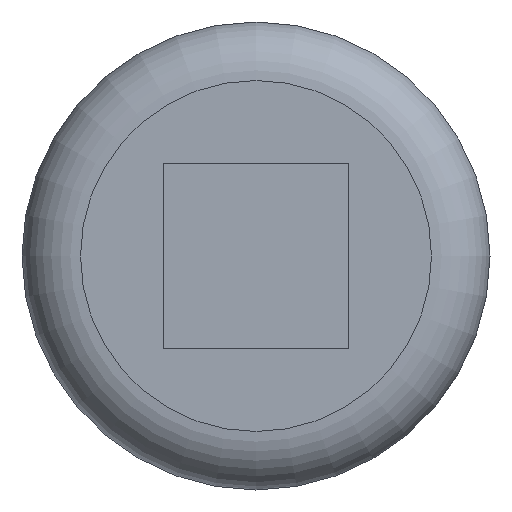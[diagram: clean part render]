
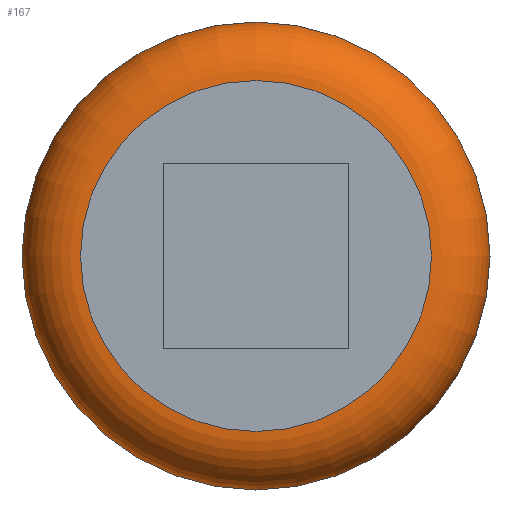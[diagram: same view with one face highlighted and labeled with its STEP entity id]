
A CAD part, front view. The second image highlights one B-rep face of the part: STEP entity #167.
In plain terms, the highlighted toroidal (fillet/blend) face has major radius 0.75 mm and minor radius 0.25 mm.
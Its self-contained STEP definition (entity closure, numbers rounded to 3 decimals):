
#19=TOROIDAL_SURFACE('',#197,0.75,0.25);
#24=CIRCLE('',#196,0.75);
#25=CIRCLE('',#198,0.75);
#26=CIRCLE('',#199,0.25);
#36=FACE_OUTER_BOUND('',#48,.T.);
#48=EDGE_LOOP('',(#141,#142,#143,#144));
#88=VERTEX_POINT('',#290);
#89=VERTEX_POINT('',#293);
#107=EDGE_CURVE('',#88,#88,#24,.T.);
#108=EDGE_CURVE('',#89,#89,#25,.T.);
#109=EDGE_CURVE('',#89,#88,#26,.T.);
#141=ORIENTED_EDGE('',*,*,#108,.F.);
#142=ORIENTED_EDGE('',*,*,#109,.T.);
#143=ORIENTED_EDGE('',*,*,#107,.T.);
#144=ORIENTED_EDGE('',*,*,#109,.F.);
#167=ADVANCED_FACE('',(#36),#19,.T.);
#196=AXIS2_PLACEMENT_3D('',#291,#242,#243);
#197=AXIS2_PLACEMENT_3D('',#292,#244,#245);
#198=AXIS2_PLACEMENT_3D('',#294,#246,#247);
#199=AXIS2_PLACEMENT_3D('',#295,#248,#249);
#242=DIRECTION('center_axis',(0.,-1.,0.));
#243=DIRECTION('ref_axis',(0.,0.,-1.));
#244=DIRECTION('center_axis',(0.,-1.,0.));
#245=DIRECTION('ref_axis',(0.,0.,-1.));
#246=DIRECTION('center_axis',(0.,-1.,0.));
#247=DIRECTION('ref_axis',(0.,0.,-1.));
#248=DIRECTION('center_axis',(-1.,0.,0.));
#249=DIRECTION('ref_axis',(0.,0.,1.));
#290=CARTESIAN_POINT('',(0.,5.,0.75));
#291=CARTESIAN_POINT('Origin',(0.,5.,0.));
#292=CARTESIAN_POINT('Origin',(0.,4.75,0.));
#293=CARTESIAN_POINT('',(0.,4.5,0.75));
#294=CARTESIAN_POINT('Origin',(0.,4.5,0.));
#295=CARTESIAN_POINT('Origin',(0.,4.75,0.75));
